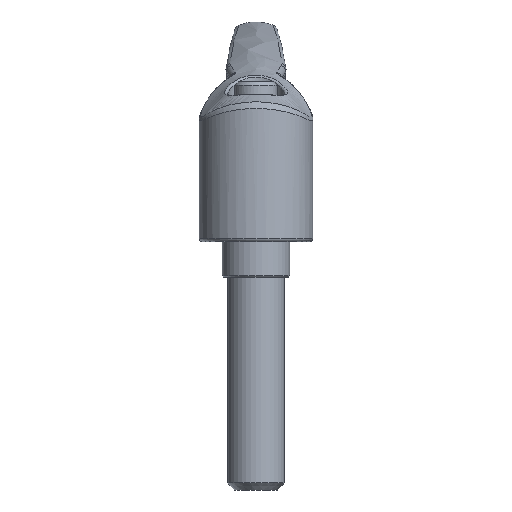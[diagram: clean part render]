
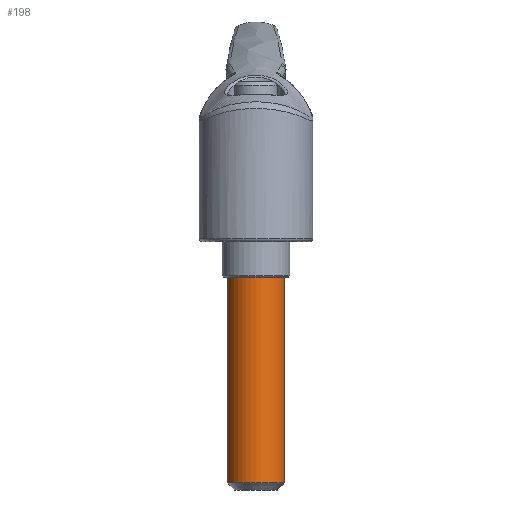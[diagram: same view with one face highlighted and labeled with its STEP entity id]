
A CAD part, front view. The second image highlights one B-rep face of the part: STEP entity #198.
In plain terms, the highlighted cylindrical face has radius 4 mm (diameter 8 mm), a full revolution.
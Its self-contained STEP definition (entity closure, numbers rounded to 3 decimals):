
#198 = ADVANCED_FACE( '', ( #421, #422 ), #423, .T. );
#421 = FACE_OUTER_BOUND( '', #3250, .T. );
#422 = FACE_OUTER_BOUND( '', #3251, .T. );
#423 = CYLINDRICAL_SURFACE( '', #3252, 4. );
#3250 = EDGE_LOOP( '', ( #5128 ) );
#3251 = EDGE_LOOP( '', ( #5129 ) );
#3252 = AXIS2_PLACEMENT_3D( '', #5130, #5131, #5132 );
#5128 = ORIENTED_EDGE( '', *, *, #5475, .T. );
#5129 = ORIENTED_EDGE( '', *, *, #5476, .T. );
#5130 = CARTESIAN_POINT( '', ( 0., 0., -35. ) );
#5131 = DIRECTION( '', ( 0., 0., -1. ) );
#5132 = DIRECTION( '', ( 1., 0., 0. ) );
#5475 = EDGE_CURVE( '', #5802, #5802, #5803, .F. );
#5476 = EDGE_CURVE( '', #5804, #5804, #5805, .T. );
#5802 = VERTEX_POINT( '', #7902 );
#5803 = CIRCLE( '', #7903, 4. );
#5804 = VERTEX_POINT( '', #7904 );
#5805 = CIRCLE( '', #7905, 4. );
#7902 = CARTESIAN_POINT( '', ( -4., 0., -34. ) );
#7903 = AXIS2_PLACEMENT_3D( '', #8673, #8674, #8675 );
#7904 = CARTESIAN_POINT( '', ( 0., 4., -5. ) );
#7905 = AXIS2_PLACEMENT_3D( '', #8676, #8677, #8678 );
#8673 = CARTESIAN_POINT( '', ( 0., 0., -34. ) );
#8674 = DIRECTION( '', ( 0., 0., -1. ) );
#8675 = DIRECTION( '', ( -1., 0., 0. ) );
#8676 = CARTESIAN_POINT( '', ( 0., 0., -5. ) );
#8677 = DIRECTION( '', ( 0., 0., -1. ) );
#8678 = DIRECTION( '', ( 0., 1., 0. ) );
